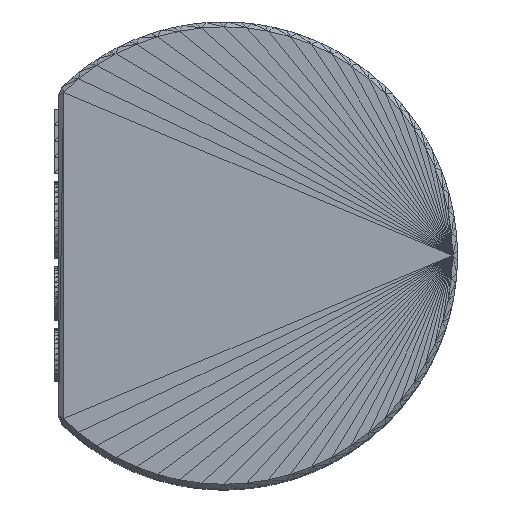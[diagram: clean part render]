
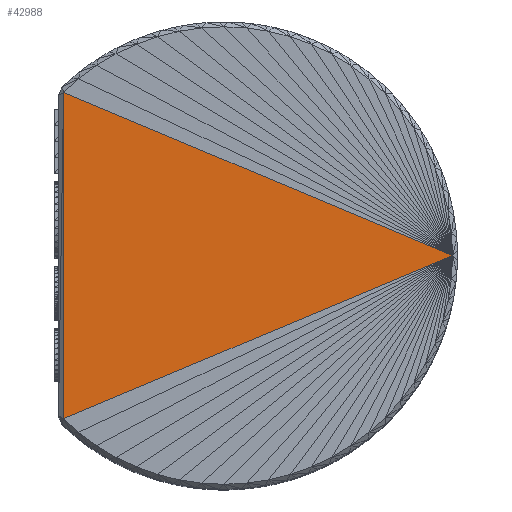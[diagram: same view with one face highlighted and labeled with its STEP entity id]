
A CAD part, top view. The second image highlights one B-rep face of the part: STEP entity #42988.
In plain terms, the highlighted planar face has unit normal (0, 0, -1).
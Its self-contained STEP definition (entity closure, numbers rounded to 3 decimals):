
#37201 = VERTEX_POINT('',#37202);
#37202 = CARTESIAN_POINT('',(-1.602,1.63,
    7.624));
#37234 = VERTEX_POINT('',#37235);
#37235 = CARTESIAN_POINT('',(-1.602,-1.63,
    7.624));
#37241 = EDGE_CURVE('',#37201,#37234,#37242,.T.);
#37242 = LINE('',#37243,#37244);
#37243 = CARTESIAN_POINT('',(-1.602,1.63,
    7.624));
#37244 = VECTOR('',#37245,1.);
#37245 = DIRECTION('',(0.,-1.,0.));
#37857 = VERTEX_POINT('',#37858);
#37858 = CARTESIAN_POINT('',(2.286,0.,
    7.624));
#42978 = EDGE_CURVE('',#37201,#37857,#42979,.T.);
#42979 = LINE('',#42980,#42981);
#42980 = CARTESIAN_POINT('',(-1.602,1.63,
    7.624));
#42981 = VECTOR('',#42982,1.);
#42982 = DIRECTION('',(0.922,-0.387,0.));
#42988 = ADVANCED_FACE('',(#42989),#42999,.T.);
#42989 = FACE_BOUND('',#42990,.F.);
#42990 = EDGE_LOOP('',(#42991,#42992,#42993));
#42991 = ORIENTED_EDGE('',*,*,#42978,.F.);
#42992 = ORIENTED_EDGE('',*,*,#37241,.T.);
#42993 = ORIENTED_EDGE('',*,*,#42994,.T.);
#42994 = EDGE_CURVE('',#37234,#37857,#42995,.T.);
#42995 = LINE('',#42996,#42997);
#42996 = CARTESIAN_POINT('',(-1.602,-1.63,
    7.624));
#42997 = VECTOR('',#42998,1.);
#42998 = DIRECTION('',(0.922,0.387,0.));
#42999 = PLANE('',#43000);
#43000 = AXIS2_PLACEMENT_3D('',#43001,#43002,#43003);
#43001 = CARTESIAN_POINT('',(2.286,0.,
    7.624));
#43002 = DIRECTION('',(-0.,0.,-1.));
#43003 = DIRECTION('',(-1.,0.,0.));
